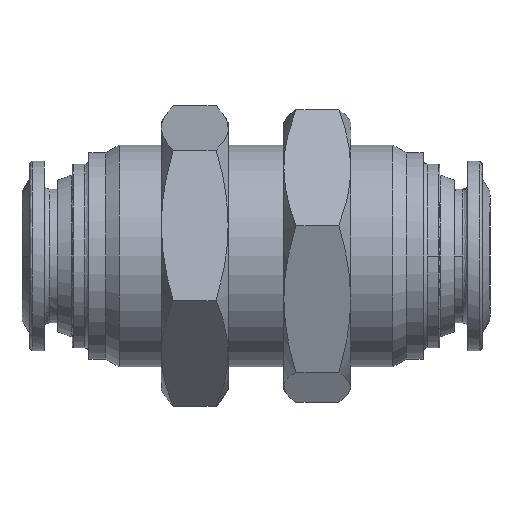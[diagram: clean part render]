
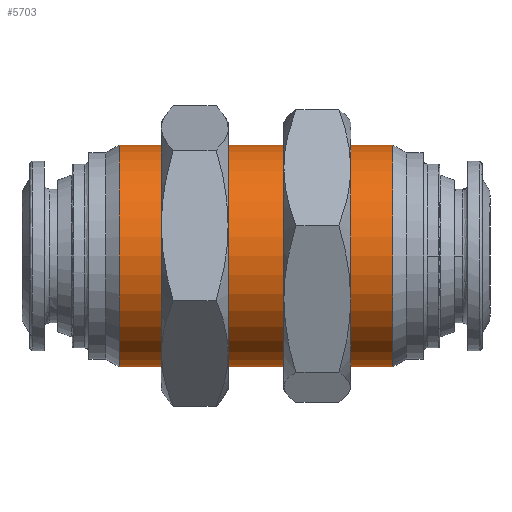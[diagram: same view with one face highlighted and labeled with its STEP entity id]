
A CAD part, left-side view. The second image highlights one B-rep face of the part: STEP entity #5703.
In plain terms, the highlighted cylindrical face has radius 9.95 mm (diameter 19.9 mm), a partial arc.
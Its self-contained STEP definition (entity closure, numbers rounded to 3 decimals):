
#9 = ORIENTED_EDGE ( 'NONE', *, *, #428, .F. ) ;
#18 = CARTESIAN_POINT ( 'NONE',  ( -18.188, 33.044, 5.522 ) ) ;
#82 = DIRECTION ( 'NONE',  ( 0., -1., 0. ) ) ;
#136 = CYLINDRICAL_SURFACE ( 'NONE', #4655, 9.95 ) ;
#202 = DIRECTION ( 'NONE',  ( 0., 0., -1. ) ) ;
#428 = EDGE_CURVE ( 'NONE', #5548, #2242, #3911, .T. ) ;
#506 = EDGE_CURVE ( 'NONE', #2242, #3001, #3614, .T. ) ;
#571 = CARTESIAN_POINT ( 'NONE',  ( -18.188, 33.044, 15.472 ) ) ;
#812 = CARTESIAN_POINT ( 'NONE',  ( -18.188, 57.619, 15.472 ) ) ;
#1539 = ORIENTED_EDGE ( 'NONE', *, *, #2114, .T. ) ;
#1768 = CIRCLE ( 'NONE', #5443, 9.95 ) ;
#1907 = DIRECTION ( 'NONE',  ( 0., -1., 0. ) ) ;
#2114 = EDGE_CURVE ( 'NONE', #5548, #2687, #1768, .T. ) ;
#2242 = VERTEX_POINT ( 'NONE', #571 ) ;
#2275 = DIRECTION ( 'NONE',  ( 0., -1., 0. ) ) ;
#2633 = ORIENTED_EDGE ( 'NONE', *, *, #506, .F. ) ;
#2687 = VERTEX_POINT ( 'NONE', #3059 ) ;
#2749 = FACE_OUTER_BOUND ( 'NONE', #5075, .T. ) ;
#3001 = VERTEX_POINT ( 'NONE', #5136 ) ;
#3059 = CARTESIAN_POINT ( 'NONE',  ( -18.188, 57.619, -4.428 ) ) ;
#3290 = DIRECTION ( 'NONE',  ( 0., 0., -1. ) ) ;
#3329 = LINE ( 'NONE', #5074, #5873 ) ;
#3614 = CIRCLE ( 'NONE', #4938, 9.95 ) ;
#3835 = VECTOR ( 'NONE', #5731, 1000. ) ;
#3860 = ORIENTED_EDGE ( 'NONE', *, *, #5572, .T. ) ;
#3911 = LINE ( 'NONE', #5626, #3835 ) ;
#4216 = CARTESIAN_POINT ( 'NONE',  ( -18.188, 57.619, 5.522 ) ) ;
#4655 = AXIS2_PLACEMENT_3D ( 'NONE', #4216, #1907, #3290 ) ;
#4938 = AXIS2_PLACEMENT_3D ( 'NONE', #18, #82, #202 ) ;
#5074 = CARTESIAN_POINT ( 'NONE',  ( -18.188, 57.619, -4.428 ) ) ;
#5075 = EDGE_LOOP ( 'NONE', ( #9, #1539, #3860, #2633 ) ) ;
#5136 = CARTESIAN_POINT ( 'NONE',  ( -18.188, 33.044, -4.428 ) ) ;
#5202 = CARTESIAN_POINT ( 'NONE',  ( -18.188, 57.619, 5.522 ) ) ;
#5241 = DIRECTION ( 'NONE',  ( 0., 0., -1. ) ) ;
#5268 = DIRECTION ( 'NONE',  ( 0., -1., 0. ) ) ;
#5443 = AXIS2_PLACEMENT_3D ( 'NONE', #5202, #5268, #5241 ) ;
#5548 = VERTEX_POINT ( 'NONE', #812 ) ;
#5572 = EDGE_CURVE ( 'NONE', #2687, #3001, #3329, .T. ) ;
#5626 = CARTESIAN_POINT ( 'NONE',  ( -18.188, 57.619, 15.472 ) ) ;
#5703 = ADVANCED_FACE ( 'NONE', ( #2749 ), #136, .T. ) ;
#5731 = DIRECTION ( 'NONE',  ( 0., -1., 0. ) ) ;
#5873 = VECTOR ( 'NONE', #2275, 1000. ) ;
